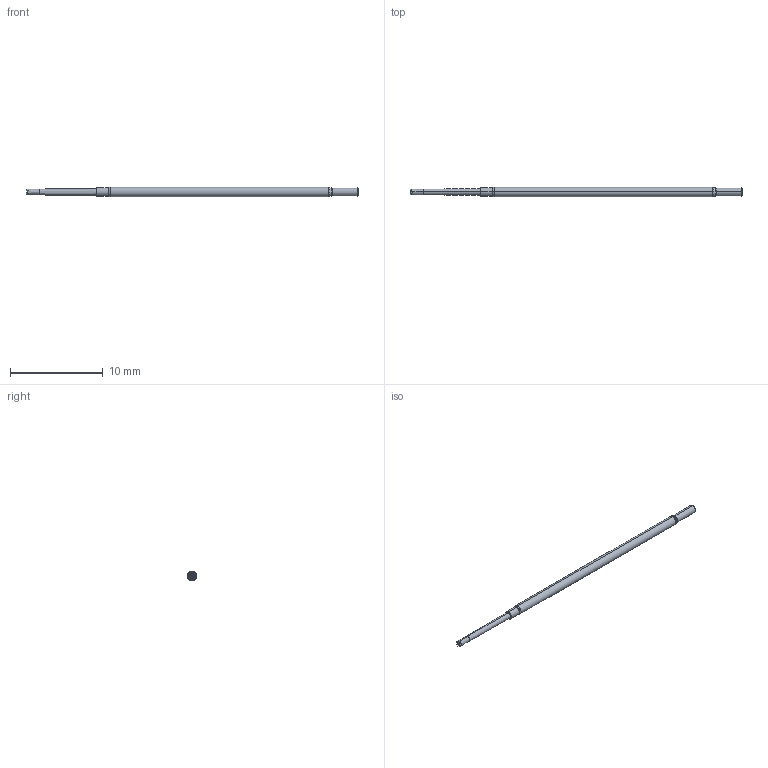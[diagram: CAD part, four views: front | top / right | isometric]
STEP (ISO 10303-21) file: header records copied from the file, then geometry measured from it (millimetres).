
FILE_DESCRIPTION (( 'STEP AP214' ), '1' );
FILE_NAME ('X50-PRP2576_.STEP', '2016-04-05T12:50:33', ( 'spare' ), ( '' ), 'SwSTEP 2.0', 'SolidWorks 2016', '' );
FILE_SCHEMA (( 'AUTOMOTIVE_DESIGN' ));
Length unit declared in the file: inch
Products named in the file (1): X50-PRP2576_
Bounding box: 35.81 x 1.02 x 1.02 mm (x, y, z)
Volume: 24.6 mm3; surface area: 105.2 mm2
Topology: 1 solids, 1 shells, 56 faces, 133 edges, 80 vertices
Faces by surface type: plane 30, cone 12, torus 8, cylinder 6
Entity records: 2360 total; most frequent: CARTESIAN_POINT 339, DIRECTION 267, ORIENTED_EDGE 266, EDGE_CURVE 133, AXIS2_PLACEMENT_3D 100, VERTEX_POINT 80, LINE 67, VECTOR 67
